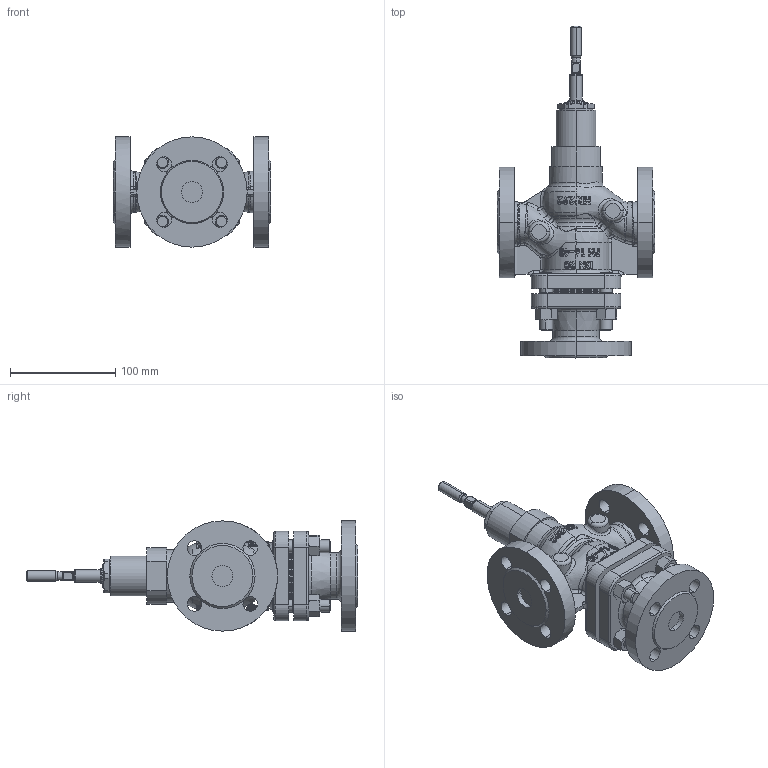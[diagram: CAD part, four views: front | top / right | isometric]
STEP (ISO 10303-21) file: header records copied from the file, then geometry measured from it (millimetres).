
FILE_DESCRIPTION (( 'STEP AP214' ), '1' );
FILE_NAME ('BR325 DN20 XXX PN16-40 for MC_STEP (Defeature).STEP', '2015-02-27T15:48:50', ( 'HORA' ), ( 'Holter Regelamaturen GmbH & Co. KG' ), 'SwSTEP 2.0', 'SolidWorks 2014', '' );
FILE_SCHEMA (( 'AUTOMOTIVE_DESIGN' ));
Length unit declared in the file: millimetre
Products named in the file (1): BR325 DN20 XXX PN16-40 for MC_STEP (Defeature)
Bounding box: 150 x 316 x 105 mm (x, y, z)
Volume: 172.4 mm3; surface area: 144647.9 mm2
Topology: 11 solids, 17 shells, 1066 faces, 2726 edges, 1751 vertices
Faces by surface type: bspline 317, plane 301, cylinder 235, cone 92, torus 86, sphere 35
Entity records: 210424 total; most frequent: CARTESIAN_POINT 184828, ORIENTED_EDGE 5446, DIRECTION 3842, EDGE_CURVE 2723, VERTEX_POINT 1747, AXIS2_PLACEMENT_3D 1622, B_SPLINE_CURVE_WITH_KNOTS 1234, EDGE_LOOP 1158
